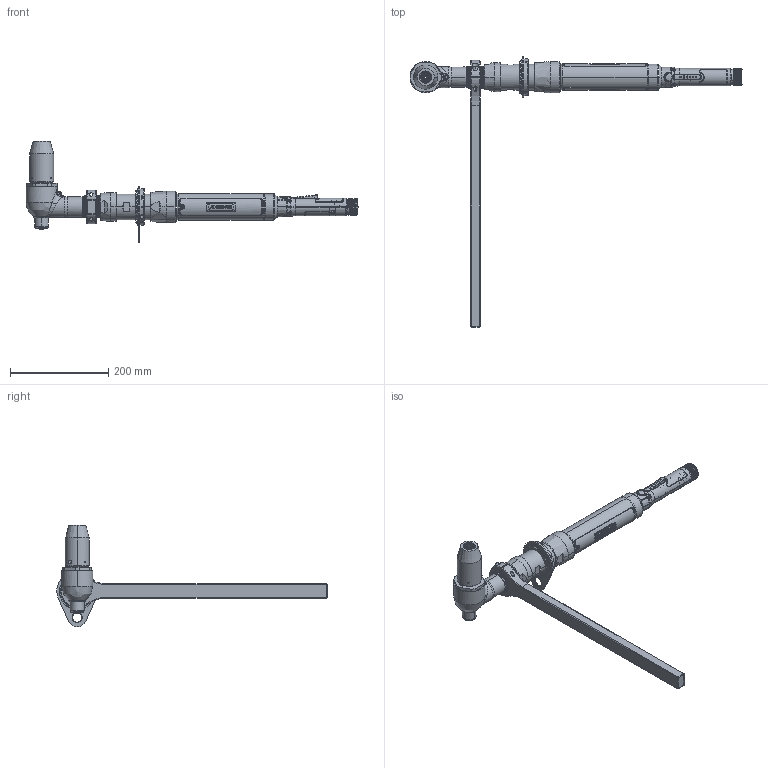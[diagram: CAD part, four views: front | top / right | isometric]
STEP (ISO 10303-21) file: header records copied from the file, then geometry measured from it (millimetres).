
FILE_DESCRIPTION((''),'2;1');
FILE_NAME('EB55LH32V2-285','2012-02-16T',('VST0704'),(''),'PRO/ENGINEER BY PARAMETRIC TECHNOLOGY CORPORATION, 2009460','PRO/ENGINEER BY PARAMETRIC TECHNOLOGY CORPORATION, 2009460','');
FILE_SCHEMA(('CONFIG_CONTROL_DESIGN'));
Products named in the file (1): EB55LH32V2-285
Bounding box: 674.93 x 549.15 x 206.79 mm (x, y, z)
Surface area: 218961.6 mm2 (no closed solid volume)
Topology: 0 solids, 228 shells, 713 faces, 4367 edges, 3834 vertices
Faces by surface type: cylinder 355, plane 139, bspline 92, cone 61, torus 48, extrusion 16, sphere 2
Entity records: 55819 total; most frequent: CARTESIAN_POINT 25904, DIRECTION 5451, ORIENTED_EDGE 5104, EDGE_CURVE 4365, VERTEX_POINT 3834, VECTOR 1851, LINE 1835, AXIS2_PLACEMENT_3D 1800
